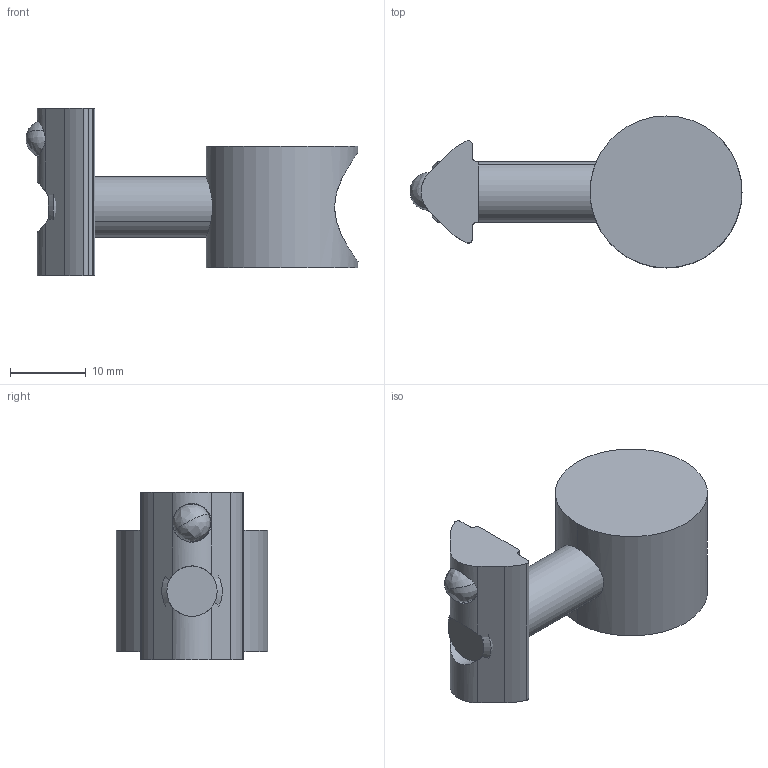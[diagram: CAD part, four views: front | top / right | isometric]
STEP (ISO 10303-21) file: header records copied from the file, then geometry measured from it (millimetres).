
FILE_DESCRIPTION((''),'2;1');
FILE_NAME('SV1801V.stp','2009-11-25T09:47:02',(''),(''),'Mechanical Desktop 2007','Mechanical Desktop 2007',', , ');
FILE_SCHEMA(('CONFIG_CONTROL_DESIGN'));
Length unit declared in the file: millimetre
Products named in the file (2): SV1801VA; SV1801V
Assembly tree (1 placements, depth 2):
  SV1801VA
    SV1801V
Bounding box: 43.7 x 20 x 22 mm (x, y, z)
Volume: 6050.7 mm3; surface area: 4560.8 mm2
Topology: 5 solids, 5 shells, 70 faces, 169 edges, 105 vertices
Faces by surface type: plane 30, cylinder 27, bspline 7, cone 6
Entity records: 5543 total; most frequent: CARTESIAN_POINT 3861, ORIENTED_EDGE 326, DIRECTION 323, EDGE_CURVE 163, AXIS2_PLACEMENT_3D 121, VERTEX_POINT 105, VECTOR 81, LINE 81
